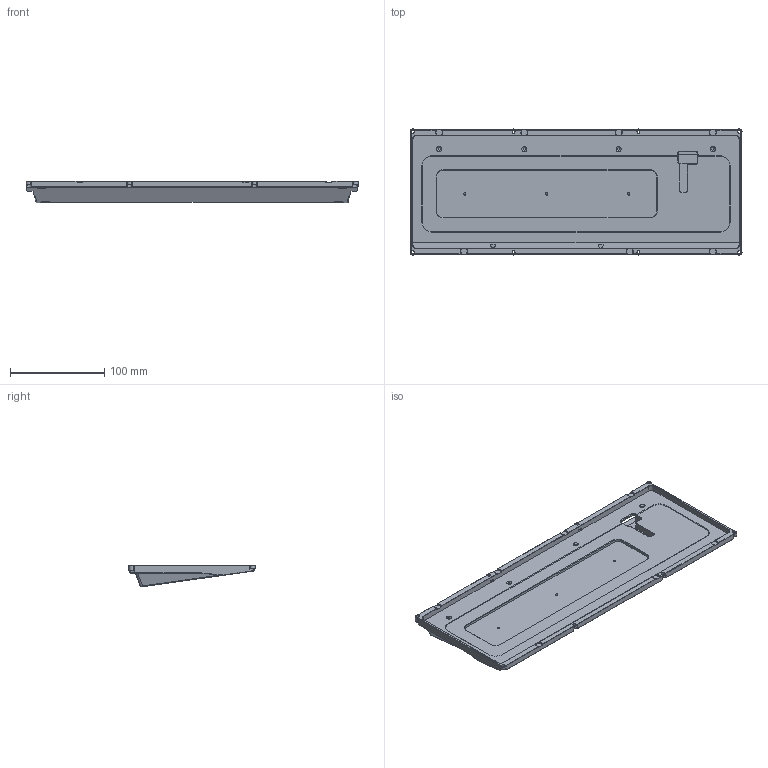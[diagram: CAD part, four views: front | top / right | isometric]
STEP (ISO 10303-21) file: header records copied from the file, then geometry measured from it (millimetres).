
FILE_DESCRIPTION(/* description */ ('','CAx-IF Rec.Pracs.---Representation and Presentation of Product Manufacturing Information (PMI)---4.0---2014-10-13'),/* implementation_level */ '2;1');
FILE_NAME(/* name */ 'ASTRA_BOTTOM.step',/* time_stamp */ '2024-12-24T15:39:24+01:00',/* author */ (''),/* organization */ (''),/* preprocessor_version */ 'ST-DEVELOPER v20',/* originating_system */ 'Autodesk Translation Framework v13.20.0.188',/* authorisation */ '');
FILE_SCHEMA (('AP242_MANAGED_MODEL_BASED_3D_ENGINEERING_MIM_LF { 1 0 10303 442 1 1 4 }'));
Length unit declared in the file: millimetre
Products named in the file (1): BOTTOM
Bounding box: 352.41 x 133.81 x 23.02 mm (x, y, z)
Volume: 269964.3 mm3; surface area: 120133.1 mm2
Topology: 1 solids, 1 shells, 439 faces, 1113 edges, 682 vertices
Faces by surface type: cylinder 159, plane 139, cone 113, bspline 28
Full cylindrical faces by diameter (mm): 2.529 x3, 2.9 x4, 3.2 x8, 8.3 x4
Entity records: 13821 total; most frequent: CARTESIAN_POINT 3060, DIRECTION 2301, ORIENTED_EDGE 2220, EDGE_CURVE 1110, AXIS2_PLACEMENT_3D 833, VERTEX_POINT 682, LINE 635, VECTOR 635
